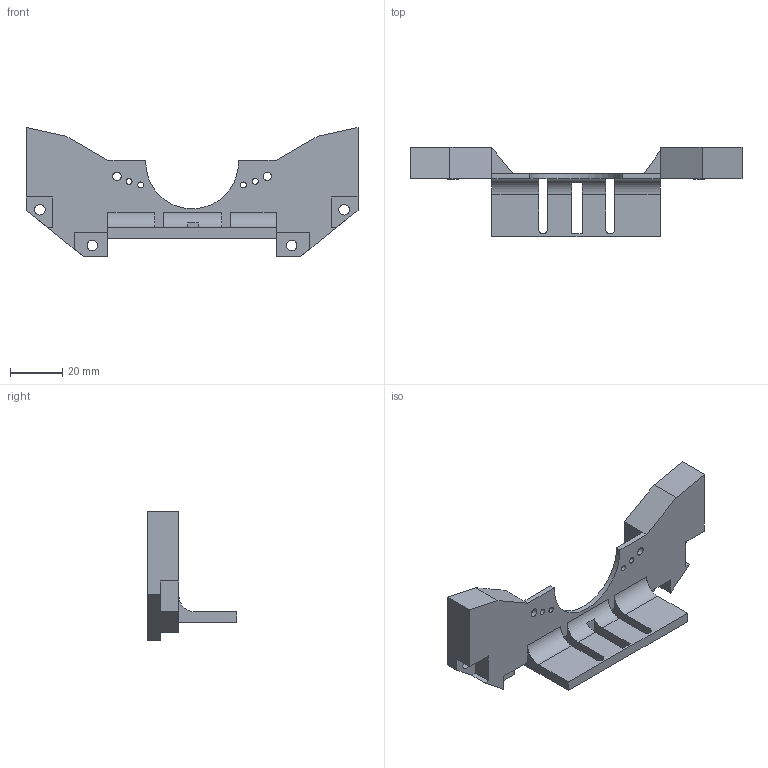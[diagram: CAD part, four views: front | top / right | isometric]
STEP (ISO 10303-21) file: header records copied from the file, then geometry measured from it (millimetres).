
FILE_DESCRIPTION(/* description */ ('','CAx-IF Rec.Pracs.---Representation and Presentation of Product Manufacturing Information (PMI)---4.0---2014-10-13'),/* implementation_level */ '2;1');
FILE_NAME(/* name */ 'IR Front Bracket.step',/* time_stamp */ '2024-12-12T21:40:39-08:00',/* author */ (''),/* organization */ (''),/* preprocessor_version */ 'ST-DEVELOPER v20',/* originating_system */ 'Autodesk Translation Framework v13.20.0.188',/* authorisation */ '');
FILE_SCHEMA (('AP242_MANAGED_MODEL_BASED_3D_ENGINEERING_MIM_LF { 1 0 10303 442 1 1 4 }'));
Length unit declared in the file: metre
Products named in the file (1): IR Front Bracket
Bounding box: 126.72 x 34 x 49.23 mm (x, y, z)
Volume: 34604.1 mm3; surface area: 14430.9 mm2
Topology: 1 solids, 1 shells, 69 faces, 206 edges, 136 vertices
Faces by surface type: plane 51, cylinder 18
Full cylindrical faces by diameter (mm): 2.3 x4, 3.2 x2, 4 x4
Entity records: 2391 total; most frequent: ORIENTED_EDGE 412, CARTESIAN_POINT 412, DIRECTION 384, EDGE_CURVE 206, LINE 168, VECTOR 168, VERTEX_POINT 136, AXIS2_PLACEMENT_3D 108
